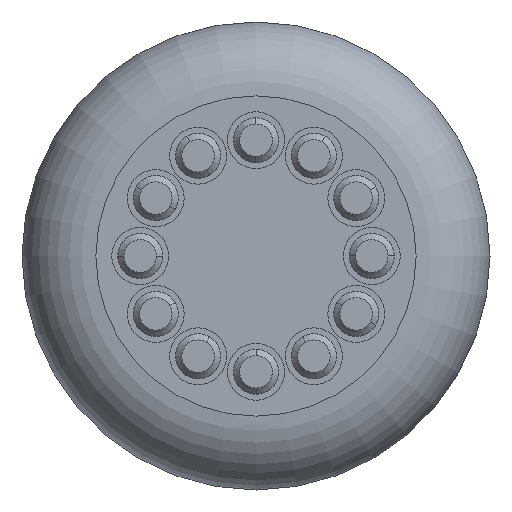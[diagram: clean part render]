
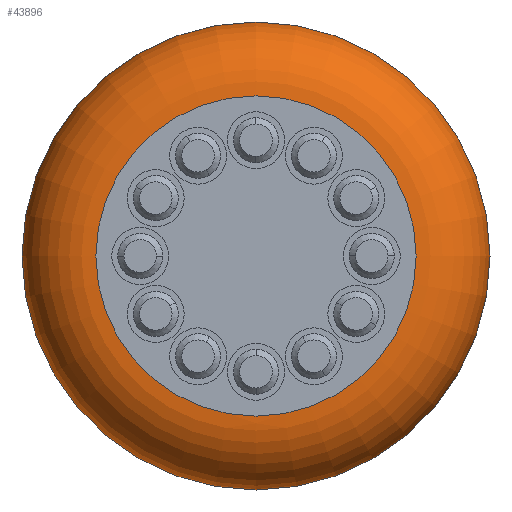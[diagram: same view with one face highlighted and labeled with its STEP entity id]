
A CAD part, front view. The second image highlights one B-rep face of the part: STEP entity #43896.
In plain terms, the highlighted toroidal (fillet/blend) face has major radius 6.5 mm and minor radius 3 mm.
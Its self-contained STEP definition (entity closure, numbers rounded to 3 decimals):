
#43883 = EDGE_CURVE('',#43884,#43884,#43886,.T.);
#43884 = VERTEX_POINT('',#43885);
#43885 = CARTESIAN_POINT('',(0.,0.,-6.5));
#43886 = CIRCLE('',#43887,6.5);
#43887 = AXIS2_PLACEMENT_3D('',#43888,#43889,#43890);
#43888 = CARTESIAN_POINT('',(0.,0.,0.));
#43889 = DIRECTION('',(0.,-1.,0.));
#43890 = DIRECTION('',(0.,0.,-1.));
#43896 = ADVANCED_FACE('',(#43897),#43920,.T.);
#43897 = FACE_BOUND('',#43898,.T.);
#43898 = EDGE_LOOP('',(#43899,#43900,#43912,#43919));
#43899 = ORIENTED_EDGE('',*,*,#43883,.F.);
#43900 = ORIENTED_EDGE('',*,*,#43901,.F.);
#43901 = EDGE_CURVE('',#43902,#43884,#43904,.T.);
#43902 = VERTEX_POINT('',#43903);
#43903 = CARTESIAN_POINT('',(0.,3.,-9.5));
#43904 = ( BOUNDED_CURVE() B_SPLINE_CURVE(6,(#43905,#43906,#43907,#43908
    ,#43909,#43910,#43911),.UNSPECIFIED.,.F.,.F.) 
B_SPLINE_CURVE_WITH_KNOTS((7,7),(0.,1.571),
.PIECEWISE_BEZIER_KNOTS.) CURVE() GEOMETRIC_REPRESENTATION_ITEM() 
RATIONAL_B_SPLINE_CURVE((1.031,1.01,0.998,
    0.994,0.998,1.01,1.031)) 
REPRESENTATION_ITEM('') );
#43905 = CARTESIAN_POINT('',(0.,3.,-9.5));
#43906 = CARTESIAN_POINT('',(0.,2.198,-9.5));
#43907 = CARTESIAN_POINT('',(0.,1.417,
    -9.245));
#43908 = CARTESIAN_POINT('',(0.,0.744,
    -8.756));
#43909 = CARTESIAN_POINT('',(0.,0.255,
    -8.083));
#43910 = CARTESIAN_POINT('',(0.,0.,-7.302));
#43911 = CARTESIAN_POINT('',(0.,0.,-6.5));
#43912 = ORIENTED_EDGE('',*,*,#43913,.T.);
#43913 = EDGE_CURVE('',#43902,#43902,#43914,.T.);
#43914 = CIRCLE('',#43915,9.5);
#43915 = AXIS2_PLACEMENT_3D('',#43916,#43917,#43918);
#43916 = CARTESIAN_POINT('',(0.,3.,0.));
#43917 = DIRECTION('',(0.,-1.,0.));
#43918 = DIRECTION('',(0.,0.,-1.));
#43919 = ORIENTED_EDGE('',*,*,#43901,.T.);
#43920 = TOROIDAL_SURFACE('',#43921,6.5,3.);
#43921 = AXIS2_PLACEMENT_3D('',#43922,#43923,#43924);
#43922 = CARTESIAN_POINT('',(0.,3.,0.));
#43923 = DIRECTION('',(0.,-1.,0.));
#43924 = DIRECTION('',(0.,0.,-1.));
